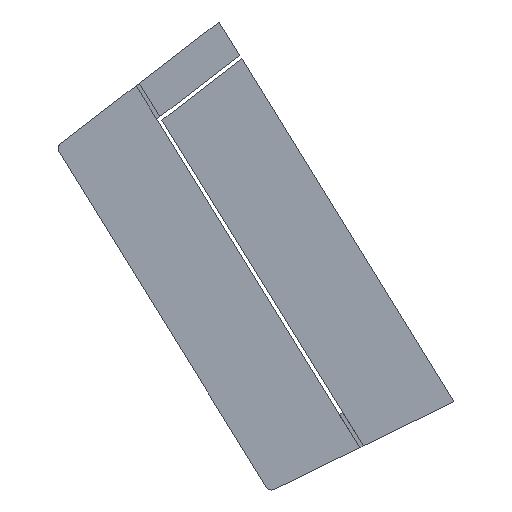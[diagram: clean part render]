
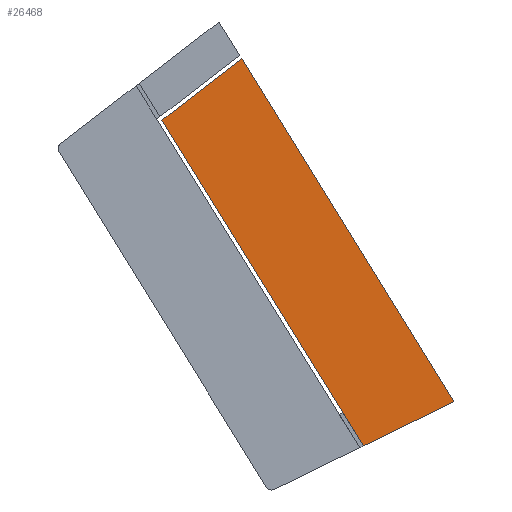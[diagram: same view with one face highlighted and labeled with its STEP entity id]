
A CAD part, front view. The second image highlights one B-rep face of the part: STEP entity #26468.
In plain terms, the highlighted planar face has unit normal (0, -1, 0).
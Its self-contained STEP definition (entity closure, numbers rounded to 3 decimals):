
#26360 = EDGE_CURVE('',#26361,#26363,#26365,.T.);
#26361 = VERTEX_POINT('',#26362);
#26362 = CARTESIAN_POINT('',(12142.219,-525.,2702.48
    ));
#26363 = VERTEX_POINT('',#26364);
#26364 = CARTESIAN_POINT('',(11370.542,-525.,3951.067)
  );
#26365 = SURFACE_CURVE('',#26366,(#26370,#26381),.PCURVE_S1.);
#26366 = LINE('',#26367,#26368);
#26367 = CARTESIAN_POINT('',(8275.338,-525.,8959.159
    ));
#26368 = VECTOR('',#26369,1.);
#26369 = DIRECTION('',(-0.526,0.,0.851));
#26370 = PCURVE('',#26371,#26376);
#26371 = PLANE('',#26372);
#26372 = AXIS2_PLACEMENT_3D('',#26373,#26374,#26375);
#26373 = CARTESIAN_POINT('',(8273.998,-21.828,
    8961.327));
#26374 = DIRECTION('',(0.851,0.,0.526));
#26375 = DIRECTION('',(0.,-1.,0.));
#26376 = DEFINITIONAL_REPRESENTATION('',(#26377),#26380);
#26377 = B_SPLINE_CURVE_WITH_KNOTS('',1,(#26378,#26379),.UNSPECIFIED.,
  .F.,.F.,(2,2),(-7764.336,-5234.634),
  .PIECEWISE_BEZIER_KNOTS.);
#26378 = CARTESIAN_POINT('',(503.172,7766.885));
#26379 = CARTESIAN_POINT('',(503.172,5237.183));
#26380 = ( GEOMETRIC_REPRESENTATION_CONTEXT(2) 
PARAMETRIC_REPRESENTATION_CONTEXT() REPRESENTATION_CONTEXT('2D SPACE',''
  ) );
#26381 = PCURVE('',#26382,#26387);
#26382 = PLANE('',#26383);
#26383 = AXIS2_PLACEMENT_3D('',#26384,#26385,#26386);
#26384 = CARTESIAN_POINT('',(-11771.11,-525.,
    -3433.355));
#26385 = DIRECTION('',(0.,1.,0.));
#26386 = DIRECTION('',(1.,0.,-0.));
#26387 = DEFINITIONAL_REPRESENTATION('',(#26388),#26391);
#26388 = B_SPLINE_CURVE_WITH_KNOTS('',1,(#26389,#26390),.UNSPECIFIED.,
  .F.,.F.,(2,2),(-7764.336,-5234.634),
  .PIECEWISE_BEZIER_KNOTS.);
#26389 = CARTESIAN_POINT('',(24128.433,-5787.794));
#26390 = CARTESIAN_POINT('',(22798.48,-7939.681));
#26391 = ( GEOMETRIC_REPRESENTATION_CONTEXT(2) 
PARAMETRIC_REPRESENTATION_CONTEXT() REPRESENTATION_CONTEXT('2D SPACE',''
  ) );
#26408 = PLANE('',#26409);
#26409 = AXIS2_PLACEMENT_3D('',#26410,#26411,#26412);
#26410 = CARTESIAN_POINT('',(1261.95,0.,-2592.896)
  );
#26411 = DIRECTION('',(0.438,0.,-0.899));
#26412 = DIRECTION('',(0.,-1.,0.));
#26458 = PLANE('',#26459);
#26459 = AXIS2_PLACEMENT_3D('',#26460,#26461,#26462);
#26460 = CARTESIAN_POINT('',(-25095.659,-60.473,
    -24013.78));
#26461 = DIRECTION('',(0.609,0.,-0.794));
#26462 = DIRECTION('',(0.,-1.,0.));
#26468 = ADVANCED_FACE('',(#26469),#26382,.F.);
#26469 = FACE_BOUND('',#26470,.F.);
#26470 = EDGE_LOOP('',(#26471,#26492,#26518,#26537));
#26471 = ORIENTED_EDGE('',*,*,#26472,.T.);
#26472 = EDGE_CURVE('',#26363,#26473,#26475,.T.);
#26473 = VERTEX_POINT('',#26474);
#26474 = CARTESIAN_POINT('',(11676.806,-525.,4185.932
    ));
#26475 = SURFACE_CURVE('',#26476,(#26480,#26486),.PCURVE_S1.);
#26476 = LINE('',#26477,#26478);
#26477 = CARTESIAN_POINT('',(-15931.485,-525.,-16986.048
    ));
#26478 = VECTOR('',#26479,1.);
#26479 = DIRECTION('',(0.794,-0.,0.609));
#26480 = PCURVE('',#26382,#26481);
#26481 = DEFINITIONAL_REPRESENTATION('',(#26482),#26485);
#26482 = B_SPLINE_CURVE_WITH_KNOTS('',1,(#26483,#26484),.UNSPECIFIED.,
  .F.,.F.,(2,2),(33713.285,35318.319),
  .PIECEWISE_BEZIER_KNOTS.);
#26483 = CARTESIAN_POINT('',(22592.072,-6962.965));
#26484 = CARTESIAN_POINT('',(23865.712,-7939.681));
#26485 = ( GEOMETRIC_REPRESENTATION_CONTEXT(2) 
PARAMETRIC_REPRESENTATION_CONTEXT() REPRESENTATION_CONTEXT('2D SPACE',''
  ) );
#26486 = PCURVE('',#26458,#26487);
#26487 = DEFINITIONAL_REPRESENTATION('',(#26488),#26491);
#26488 = B_SPLINE_CURVE_WITH_KNOTS('',1,(#26489,#26490),.UNSPECIFIED.,
  .F.,.F.,(2,2),(33713.285,35318.319),
  .PIECEWISE_BEZIER_KNOTS.);
#26489 = CARTESIAN_POINT('',(464.527,-45261.926));
#26490 = CARTESIAN_POINT('',(464.527,-46866.96));
#26491 = ( GEOMETRIC_REPRESENTATION_CONTEXT(2) 
PARAMETRIC_REPRESENTATION_CONTEXT() REPRESENTATION_CONTEXT('2D SPACE',''
  ) );
#26492 = ORIENTED_EDGE('',*,*,#26493,.T.);
#26493 = EDGE_CURVE('',#26473,#26494,#26496,.T.);
#26494 = VERTEX_POINT('',#26495);
#26495 = CARTESIAN_POINT('',(12489.253,-525.,2871.38)
  );
#26496 = SURFACE_CURVE('',#26497,(#26501,#26507),.PCURVE_S1.);
#26497 = LINE('',#26498,#26499);
#26498 = CARTESIAN_POINT('',(8601.539,-525.,9161.766
    ));
#26499 = VECTOR('',#26500,1.);
#26500 = DIRECTION('',(0.526,0.,-0.851));
#26501 = PCURVE('',#26382,#26502);
#26502 = DEFINITIONAL_REPRESENTATION('',(#26503),#26506);
#26503 = B_SPLINE_CURVE_WITH_KNOTS('',1,(#26504,#26505),.UNSPECIFIED.,
  .F.,.F.,(2,2),(5456.996,7721.11),
  .PIECEWISE_BEZIER_KNOTS.);
#26504 = CARTESIAN_POINT('',(23241.584,-7953.137));
#26505 = CARTESIAN_POINT('',(24431.908,-6027.172));
#26506 = ( GEOMETRIC_REPRESENTATION_CONTEXT(2) 
PARAMETRIC_REPRESENTATION_CONTEXT() REPRESENTATION_CONTEXT('2D SPACE',''
  ) );
#26507 = PCURVE('',#26508,#26513);
#26508 = PLANE('',#26509);
#26509 = AXIS2_PLACEMENT_3D('',#26510,#26511,#26512);
#26510 = CARTESIAN_POINT('',(8599.751,-45.193,
    9164.66));
#26511 = DIRECTION('',(0.851,0.,0.526));
#26512 = DIRECTION('',(0.,-1.,0.));
#26513 = DEFINITIONAL_REPRESENTATION('',(#26514),#26517);
#26514 = B_SPLINE_CURVE_WITH_KNOTS('',1,(#26515,#26516),.UNSPECIFIED.,
  .F.,.F.,(2,2),(5456.996,7721.11),
  .PIECEWISE_BEZIER_KNOTS.);
#26515 = CARTESIAN_POINT('',(479.807,5460.397));
#26516 = CARTESIAN_POINT('',(479.807,7724.512));
#26517 = ( GEOMETRIC_REPRESENTATION_CONTEXT(2) 
PARAMETRIC_REPRESENTATION_CONTEXT() REPRESENTATION_CONTEXT('2D SPACE',''
  ) );
#26518 = ORIENTED_EDGE('',*,*,#26519,.T.);
#26519 = EDGE_CURVE('',#26494,#26361,#26520,.T.);
#26520 = SURFACE_CURVE('',#26521,(#26525,#26531),.PCURVE_S1.);
#26521 = LINE('',#26522,#26523);
#26522 = CARTESIAN_POINT('',(-4171.961,-525.,
    -5237.554));
#26523 = VECTOR('',#26524,1.);
#26524 = DIRECTION('',(-0.899,0.,-0.438));
#26525 = PCURVE('',#26382,#26526);
#26526 = DEFINITIONAL_REPRESENTATION('',(#26527),#26530);
#26527 = B_SPLINE_CURVE_WITH_KNOTS('',1,(#26528,#26529),.UNSPECIFIED.,
  .F.,.F.,(2,2),(-18783.243,-17670.842),
  .PIECEWISE_BEZIER_KNOTS.);
#26528 = CARTESIAN_POINT('',(24488.313,-6415.676));
#26529 = CARTESIAN_POINT('',(23488.085,-5928.87));
#26530 = ( GEOMETRIC_REPRESENTATION_CONTEXT(2) 
PARAMETRIC_REPRESENTATION_CONTEXT() REPRESENTATION_CONTEXT('2D SPACE',''
  ) );
#26531 = PCURVE('',#26408,#26532);
#26532 = DEFINITIONAL_REPRESENTATION('',(#26533),#26536);
#26533 = B_SPLINE_CURVE_WITH_KNOTS('',1,(#26534,#26535),.UNSPECIFIED.,
  .F.,.F.,(2,2),(-18783.243,-17670.842),
  .PIECEWISE_BEZIER_KNOTS.);
#26534 = CARTESIAN_POINT('',(525.,-12739.932));
#26535 = CARTESIAN_POINT('',(525.,-11627.531));
#26536 = ( GEOMETRIC_REPRESENTATION_CONTEXT(2) 
PARAMETRIC_REPRESENTATION_CONTEXT() REPRESENTATION_CONTEXT('2D SPACE',''
  ) );
#26537 = ORIENTED_EDGE('',*,*,#26360,.T.);
